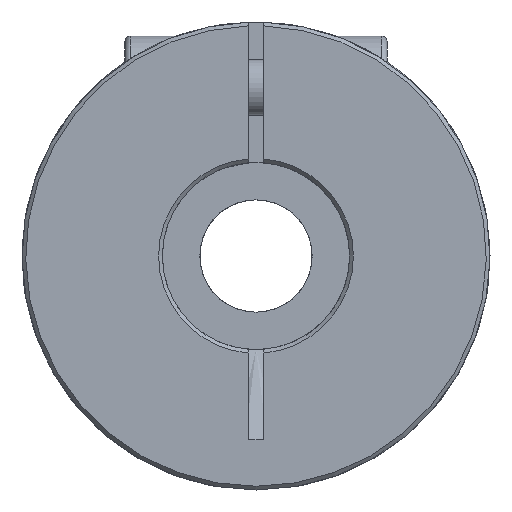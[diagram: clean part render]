
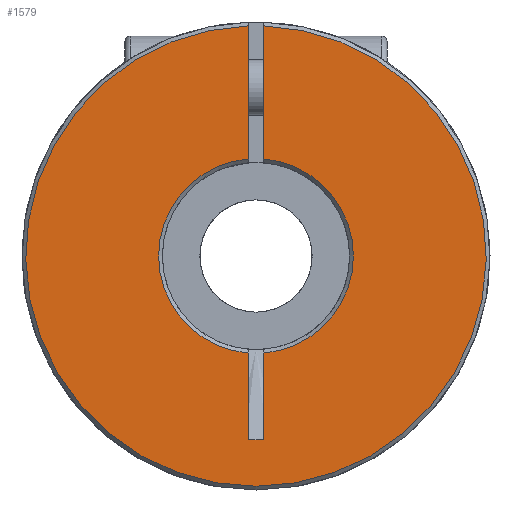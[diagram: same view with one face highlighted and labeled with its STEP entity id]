
A CAD part, left-side view. The second image highlights one B-rep face of the part: STEP entity #1579.
In plain terms, the highlighted planar face has unit normal (-1, 0, 0).
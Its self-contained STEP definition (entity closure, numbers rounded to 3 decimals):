
#108=LINE('',#2545,#188);
#109=LINE('',#2553,#189);
#112=LINE('',#2569,#192);
#115=LINE('',#2580,#195);
#117=LINE('',#2596,#197);
#188=VECTOR('',#1965,1000.);
#189=VECTOR('',#1968,1000.);
#192=VECTOR('',#1977,1000.);
#195=VECTOR('',#1982,1000.);
#197=VECTOR('',#1988,1000.);
#337=ORIENTED_EDGE('',*,*,#731,.T.);
#338=ORIENTED_EDGE('',*,*,#700,.F.);
#339=ORIENTED_EDGE('',*,*,#705,.F.);
#340=ORIENTED_EDGE('',*,*,#690,.T.);
#341=ORIENTED_EDGE('',*,*,#732,.T.);
#342=ORIENTED_EDGE('',*,*,#688,.T.);
#343=ORIENTED_EDGE('',*,*,#733,.F.);
#344=ORIENTED_EDGE('',*,*,#696,.F.);
#688=EDGE_CURVE('',#884,#888,#108,.T.);
#690=EDGE_CURVE('',#891,#889,#109,.T.);
#696=EDGE_CURVE('',#896,#897,#112,.T.);
#700=EDGE_CURVE('',#900,#901,#115,.T.);
#705=EDGE_CURVE('',#891,#900,#117,.T.);
#731=EDGE_CURVE('',#896,#901,#1031,.T.);
#732=EDGE_CURVE('',#889,#884,#1032,.T.);
#733=EDGE_CURVE('',#897,#888,#1033,.T.);
#884=VERTEX_POINT('',#2533);
#888=VERTEX_POINT('',#2544);
#889=VERTEX_POINT('',#2551);
#891=VERTEX_POINT('',#2554);
#896=VERTEX_POINT('',#2568);
#897=VERTEX_POINT('',#2570);
#900=VERTEX_POINT('',#2581);
#901=VERTEX_POINT('',#2582);
#1031=CIRCLE('',#1732,5.2);
#1032=CIRCLE('',#1733,5.2);
#1033=CIRCLE('',#1734,12.3);
#1140=EDGE_LOOP('',(#337,#338,#339,#340,#341,#342,#343,#344));
#1330=FACE_BOUND('',#1140,.T.);
#1505=PLANE('',#1731);
#1579=ADVANCED_FACE('',(#1330),#1505,.F.);
#1731=AXIS2_PLACEMENT_3D('',#2713,#2029,#2030);
#1732=AXIS2_PLACEMENT_3D('',#2714,#2031,#2032);
#1733=AXIS2_PLACEMENT_3D('',#2715,#2033,#2034);
#1734=AXIS2_PLACEMENT_3D('',#2716,#2035,#2036);
#1965=DIRECTION('',(0.,0.,1.));
#1968=DIRECTION('',(0.,0.,1.));
#1977=DIRECTION('',(0.,0.,1.));
#1982=DIRECTION('',(0.,0.,1.));
#1988=DIRECTION('',(0.,-1.,0.));
#2029=DIRECTION('',(1.,0.,0.));
#2030=DIRECTION('',(0.,0.,-1.));
#2031=DIRECTION('',(1.,0.,0.));
#2032=DIRECTION('',(0.,0.,-1.));
#2033=DIRECTION('',(1.,0.,0.));
#2034=DIRECTION('',(0.,0.,-1.));
#2035=DIRECTION('',(1.,0.,0.));
#2036=DIRECTION('',(0.,0.,-1.));
#2533=CARTESIAN_POINT('',(0.,0.4,5.185));
#2544=CARTESIAN_POINT('',(0.,0.4,12.293));
#2545=CARTESIAN_POINT('',(0.,0.4,-9.815));
#2551=CARTESIAN_POINT('',(0.,0.4,-5.185));
#2553=CARTESIAN_POINT('',(0.,0.4,-9.815));
#2554=CARTESIAN_POINT('',(0.,0.4,-9.815));
#2568=CARTESIAN_POINT('',(0.,-0.4,5.185));
#2569=CARTESIAN_POINT('',(0.,-0.4,-9.815));
#2570=CARTESIAN_POINT('',(0.,-0.4,12.293));
#2580=CARTESIAN_POINT('',(0.,-0.4,-9.815));
#2581=CARTESIAN_POINT('',(0.,-0.4,-9.815));
#2582=CARTESIAN_POINT('',(0.,-0.4,-5.185));
#2596=CARTESIAN_POINT('',(0.,0.4,-9.815));
#2713=CARTESIAN_POINT('',(0.,0.,0.));
#2714=CARTESIAN_POINT('',(0.,0.,0.));
#2715=CARTESIAN_POINT('',(0.,0.,0.));
#2716=CARTESIAN_POINT('',(0.,0.,0.));
